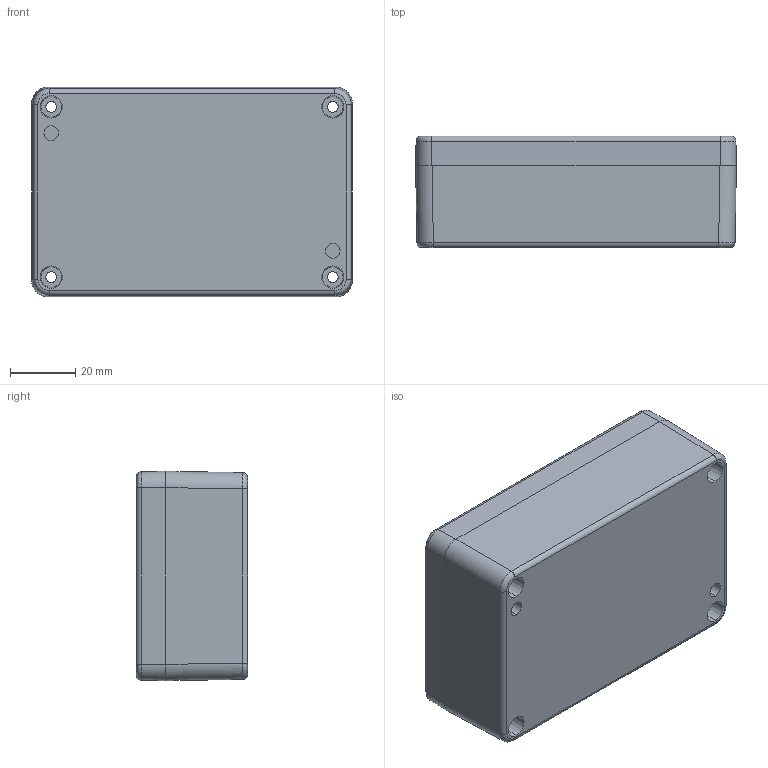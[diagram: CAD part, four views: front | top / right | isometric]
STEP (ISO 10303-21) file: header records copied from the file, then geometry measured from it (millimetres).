
FILE_DESCRIPTION (( 'STEP AP214' ), '1' );
FILE_NAME ('G103.STEP', '2009-11-20T03:35:41', ( 'NEF User' ), ( 'NEF User' ), 'SwSTEP 2.0', 'SolidWorks 2009', '' );
FILE_SCHEMA (( 'AUTOMOTIVE_DESIGN' ));
Length unit declared in the file: millimetre
Products named in the file (3): G103-COVER; G103-BASE; G103
Assembly tree (2 placements, depth 2):
  G103
    G103-BASE
    G103-COVER
Bounding box: 98 x 34 x 64 mm (x, y, z)
Volume: 69277.1 mm3; surface area: 48594.9 mm2
Topology: 2 solids, 2 shells, 261 faces, 674 edges, 432 vertices
Faces by surface type: cone 100, plane 99, cylinder 50, bspline 12
Entity records: 8618 total; most frequent: CARTESIAN_POINT 1994, DIRECTION 1406, ORIENTED_EDGE 1348, EDGE_CURVE 674, AXIS2_PLACEMENT_3D 508, VERTEX_POINT 432, VECTOR 390, LINE 390
